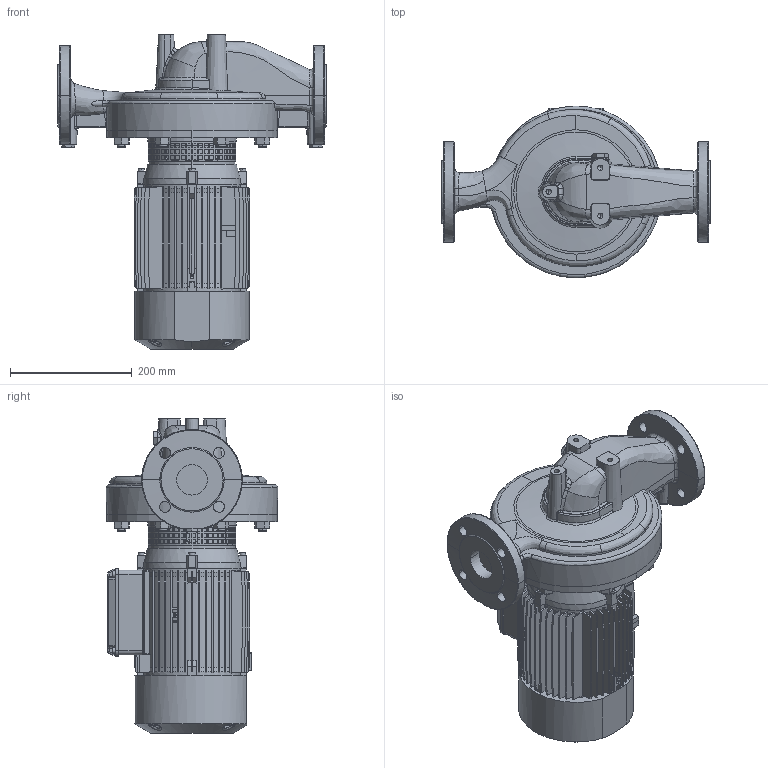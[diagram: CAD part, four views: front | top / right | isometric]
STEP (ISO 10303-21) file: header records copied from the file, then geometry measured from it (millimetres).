
FILE_DESCRIPTION (( 'STEP AP214' ), '1' );
FILE_NAME ('4.93.504.20swa01.step', '2021-05-17T09:44:44', ( '' ), ( '' ), 'SwSTEP 2.0', 'SolidWorks 2019', '' );
FILE_SCHEMA (( 'AUTOMOTIVE_DESIGN' ));
Length unit declared in the file: millimetre
Products named in the file (6): Copia di 3.66.588^4.93.504.20swa01; 4.93.504.20swa01; 10007571swp00_90 SZ VERT; 2_66_134_SEMPLIFICATO; 10008149swp00_3.66.534_semplificato; 10007670swn00_M20x1.5
Assembly tree (5 placements, depth 2):
  4.93.504.20swa01
    10007571swp00_90 SZ VERT
    10008149swp00_3.66.534_semplificato
    Copia di 3.66.588^4.93.504.20swa01
    2_66_134_SEMPLIFICATO
    10007670swn00_M20x1.5
Bounding box: 440 x 281.32 x 515.43 mm (x, y, z)
Volume: 15511313 mm3; surface area: 1147487.1 mm2
Topology: 25 solids, 25 shells, 2352 faces, 6362 edges, 4123 vertices
Faces by surface type: plane 1526, cylinder 348, bspline 237, cone 207, torus 26, sphere 8
Entity records: 148679 total; most frequent: CARTESIAN_POINT 90736, ORIENTED_EDGE 12624, DIRECTION 10675, EDGE_CURVE 6312, VERTEX_POINT 4123, LINE 3747, VECTOR 3747, AXIS2_PLACEMENT_3D 3464
